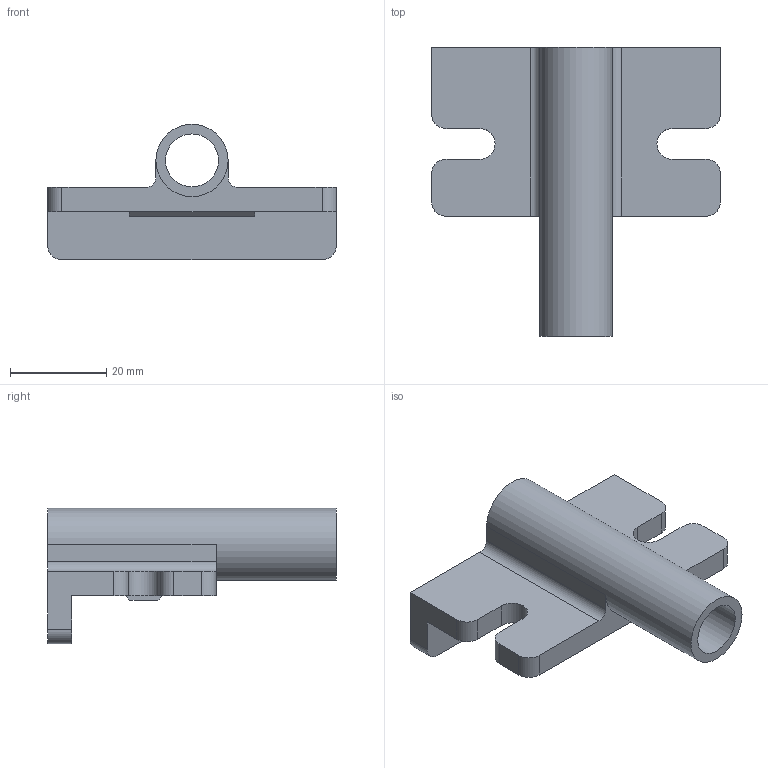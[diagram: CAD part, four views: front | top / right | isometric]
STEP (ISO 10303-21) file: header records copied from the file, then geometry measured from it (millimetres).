
FILE_DESCRIPTION(/* description */ (''),/* implementation_level */ '2;1');
FILE_NAME(/* name */ 'Wirebox Counterpart v4.step',/* time_stamp */ '2020-10-20T11:47:59+02:00',/* author */ (''),/* organization */ (''),/* preprocessor_version */ 'ST-DEVELOPER v18.1',/* originating_system */ 'Autodesk Translation Framework v9.3.0.1241',/* authorisation */ '');
FILE_SCHEMA (('AUTOMOTIVE_DESIGN { 1 0 10303 214 3 1 1 }'));
Length unit declared in the file: millimetre
Products named in the file (1): Wirebox Counterpart
Bounding box: 60 x 60 x 28.1 mm (x, y, z)
Volume: 17607 mm3; surface area: 10360.1 mm2
Topology: 1 solids, 1 shells, 37 faces, 102 edges, 68 vertices
Faces by surface type: plane 23, cylinder 14
Full cylindrical faces by diameter (mm): 11 x1, 15 x1
Entity records: 1230 total; most frequent: DIRECTION 208, CARTESIAN_POINT 208, ORIENTED_EDGE 204, EDGE_CURVE 102, LINE 72, VECTOR 72, VERTEX_POINT 68, AXIS2_PLACEMENT_3D 68
